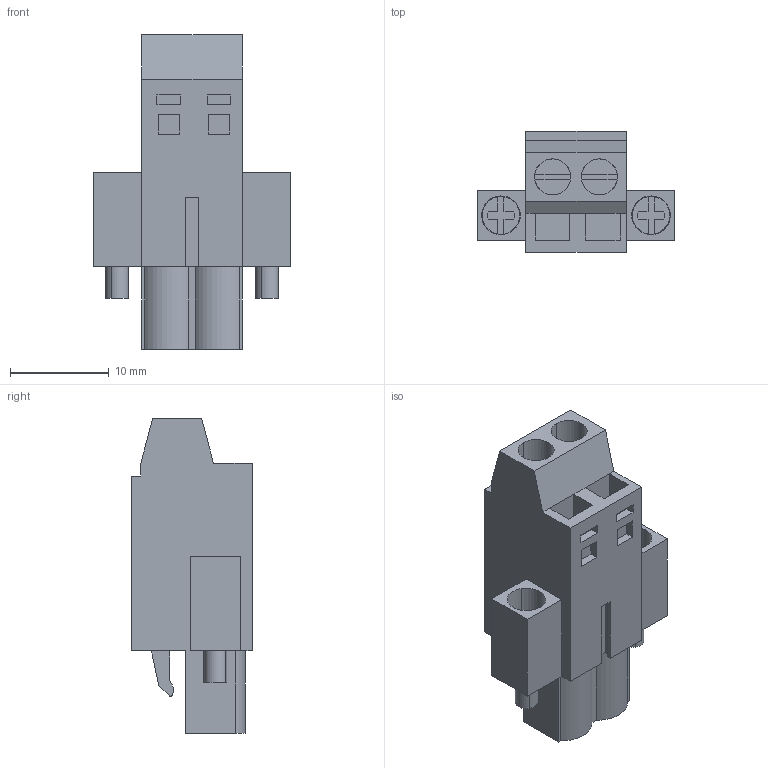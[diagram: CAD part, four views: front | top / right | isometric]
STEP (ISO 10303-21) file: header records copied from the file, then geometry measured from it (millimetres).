
FILE_DESCRIPTION(('CATIA V5 STEP Exchange','CAx-IF Rec.Pracs.--- Model Styling and Organization---1.2---2011-12-15'),'2;1');
FILE_NAME ('D1457361_0_1844220000_1844220000.stp','2017-10-31T19:55:28+00:00',('none'),('Weidmueller'),'CATIA Version 5-6 Release 2014','CATIA V5 STEP AP214','none');
FILE_SCHEMA(('AUTOMOTIVE_DESIGN { 1 0 10303 214 1 1 1 1 }'));
Length unit declared in the file: millimetre
Products named in the file (1): 1844220000
Bounding box: 19.96 x 12.2 x 31.8 mm (x, y, z)
Volume: 3155.9 mm3; surface area: 2750.1 mm2
Topology: 5 solids, 5 shells, 209 faces, 544 edges, 363 vertices
Faces by surface type: plane 167, cylinder 42
Entity records: 6039 total; most frequent: ORIENTED_EDGE 1088, CARTESIAN_POINT 1065, DIRECTION 858, EDGE_CURVE 544, VECTOR 444, LINE 444, VERTEX_POINT 363, AXIS2_PLACEMENT_3D 258
